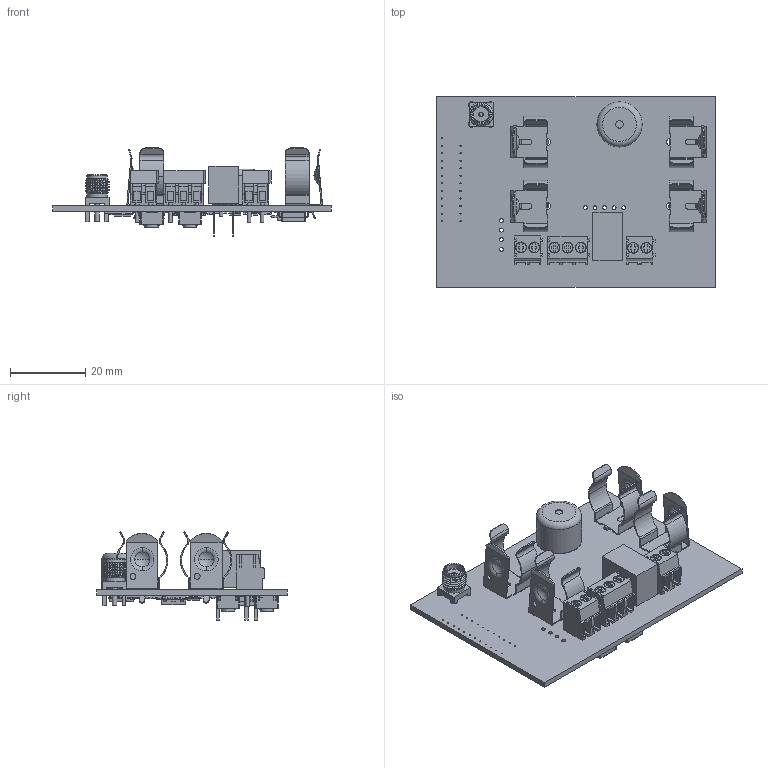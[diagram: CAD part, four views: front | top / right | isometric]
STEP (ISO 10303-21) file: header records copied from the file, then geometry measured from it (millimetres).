
FILE_DESCRIPTION(('KiCad electronic assembly'),'2;1');
FILE_NAME('PSRF_HP.step','2025-05-21T12:01:29',('Pcbnew'),('Kicad'), 'Open CASCADE STEP processor 7.8','KiCad to STEP converter','Unknown' );
FILE_SCHEMA(('AUTOMOTIVE_DESIGN { 1 0 10303 214 1 1 1 1 }'));
Length unit declared in the file: millimetre
Products named in the file (26): PSRF_HP 1; Buzzer_12x9.5RM7.6; BATT_2915; 2915_2915; TerminalBlock_Phoenix_PT-1,5-2-3.5-H_1x02_P3.50mm_Horizontal; TerminalBlock_Phoenix_PT-1,5-3-3.5-H_1x03_P3.50mm_Horizontal; SMA_Amphenol_132134-11_Vertical; RELAY_HFD23_HNG; VFQFPN-48_STM32WL33CCV6TR_STM; R_0603_1608Metric; C_0603_1608Metric; D_0603_1608Metric; L_0603_1608Metric; SW_SPST_PTS645; User Library-XTAL_IQD_CFPX-217; TSSOP8_M24C32-FDW6TP_STM; AP2114H-3.3TRG1; LED_0603_1608Metric; CSPG5_MLPF-WL-01D3_STM; Diode_Bridge_OnSemi_SDIP-4L; PSRF_HP 1.51.1; BC817-40_RFG; L78M05CDT-TR; L78M05ACDT-TR; ABM8A-48-000MHZ-D2Y-T; PSRF_HP_PCB
Assembly tree (82 placements, depth 3):
  PSRF_HP 1
    Buzzer_12x9.5RM7.6
    BATT_2915  x4
      2915_2915
    TerminalBlock_Phoenix_PT-1,5-2-3.5-H_1x02_P3.50mm_Horizontal  x2
    TerminalBlock_Phoenix_PT-1,5-3-3.5-H_1x03_P3.50mm_Horizontal
    SMA_Amphenol_132134-11_Vertical
    RELAY_HFD23_HNG
    VFQFPN-48_STM32WL33CCV6TR_STM
    R_0603_1608Metric  x19
    C_0603_1608Metric  x26
    D_0603_1608Metric
    L_0603_1608Metric  x6
    SW_SPST_PTS645  x3
    User Library-XTAL_IQD_CFPX-217
    TSSOP8_M24C32-FDW6TP_STM
    AP2114H-3.3TRG1
    LED_0603_1608Metric  x3
    CSPG5_MLPF-WL-01D3_STM
    Diode_Bridge_OnSemi_SDIP-4L
      PSRF_HP 1.51.1
    BC817-40_RFG  x2
    L78M05CDT-TR
      L78M05ACDT-TR
    ABM8A-48-000MHZ-D2Y-T
    PSRF_HP_PCB
Bounding box: 73.95 x 50.5 x 23.34 mm (x, y, z)
Volume: 10275.4 mm3; surface area: 17406.3 mm2
Topology: 180 solids, 180 shells, 3997 faces, 9887 edges, 6368 vertices
Faces by surface type: plane 2804, cylinder 1090, bspline 39, sphere 21, torus 20, revolution 12, cone 11
Full cylindrical faces by diameter (mm): 0.076 x1, 0.16 x1, 0.225 x1, 0.3 x24, 0.6 x14, 0.635 x1, 0.9 x9, 0.97 x1, 1 x11, 1.118 x6, 1.2 x7, 1.27 x1, 1.5 x1, 1.7 x4, 1.85 x8, 2 x1, 2.7 x7, 2.9 x7, 3.5 x3, 4 x1, 4.2 x1, 4.597 x1, 5.385 x2, 6.35 x3, 12 x1
Entity records: 65179 total; most frequent: CARTESIAN_POINT 12062, DIRECTION 8691, ORIENTED_EDGE 8690, EDGE_CURVE 4345, LINE 3437, VECTOR 3437, VERTEX_POINT 2829, AXIS2_PLACEMENT_3D 2625
